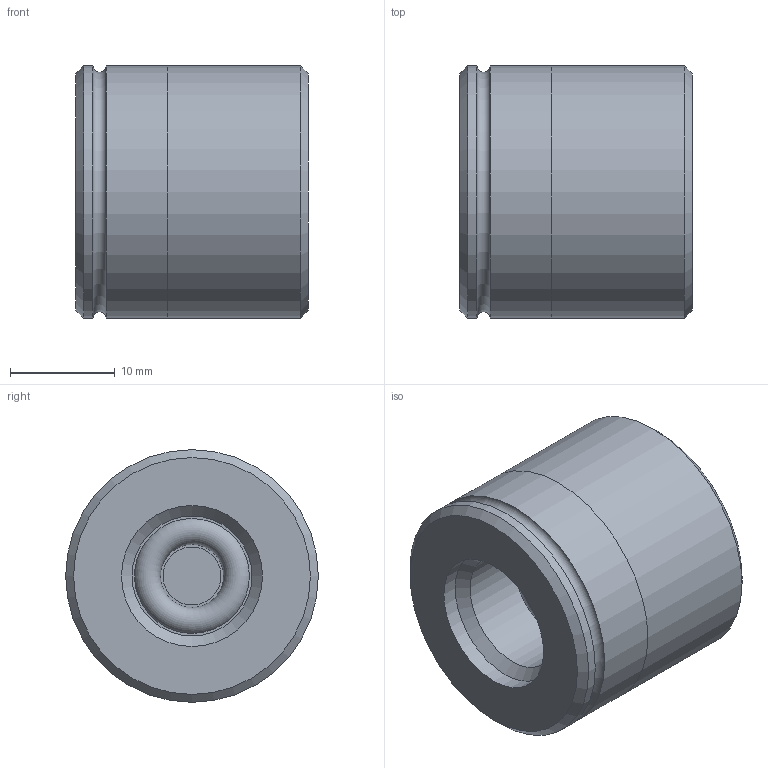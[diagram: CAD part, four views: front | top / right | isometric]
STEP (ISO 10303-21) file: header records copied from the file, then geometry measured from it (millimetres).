
FILE_DESCRIPTION(/* description */ (''),/* implementation_level */ '2;1');
FILE_NAME(/* name */ 'MET045C.stp',/* time_stamp */ '2020-09-21T16:53:01-05:00',/* author */ ('jake.chandler'),/* organization */ ('FasTest,Inc.'),/* preprocessor_version */ 'ST-DEVELOPER v17.2',/* originating_system */ 'Autodesk Inventor 2019',/* authorisation */ '');
FILE_SCHEMA (('AUTOMOTIVE_DESIGN { 1 0 10303 214 3 1 1 }'));
Length unit declared in the file: inch
Products named in the file (1): MET045C
Bounding box: 22.23 x 24.13 x 24.13 mm (x, y, z)
Volume: 8602.8 mm3; surface area: 3225.4 mm2
Topology: 1 solids, 1 shells, 23 faces, 54 edges, 39 vertices
Faces by surface type: cylinder 10, plane 8, cone 3, torus 2
Full cylindrical faces by diameter (mm): 5.537 x1, 8.257 x1, 11.455 x1, 13.462 x1, 15.24 x1, 17.272 x1, 19.101 x1, 24.13 x3
Entity records: 808 total; most frequent: DIRECTION 143, CARTESIAN_POINT 117, ORIENTED_EDGE 108, AXIS2_PLACEMENT_3D 65, EDGE_CURVE 54, CIRCLE 41, VERTEX_POINT 39, EDGE_LOOP 29
